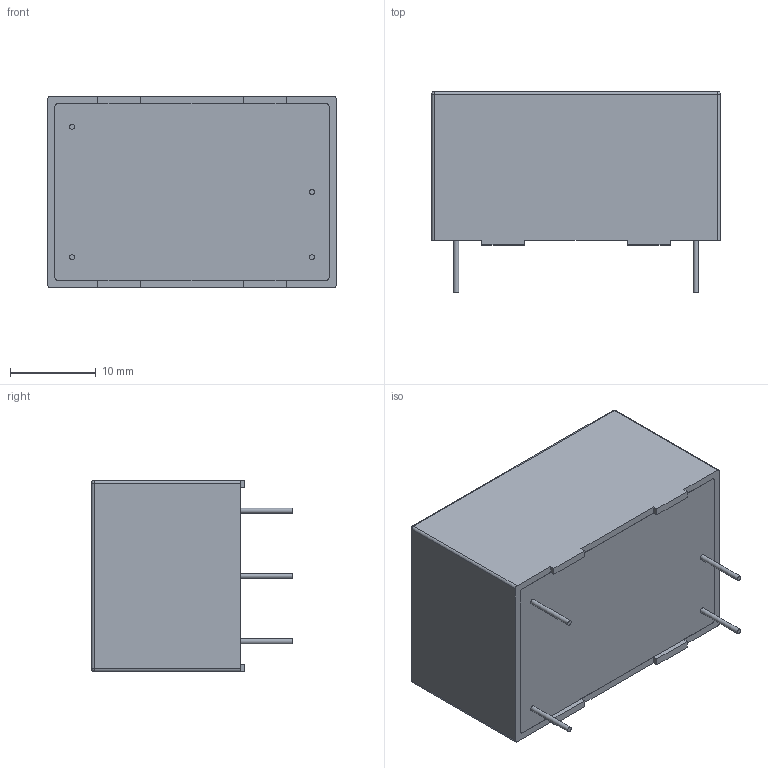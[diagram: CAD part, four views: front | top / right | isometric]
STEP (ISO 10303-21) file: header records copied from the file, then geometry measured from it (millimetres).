
FILE_DESCRIPTION((''),'2;1');
FILE_NAME('RAC01-05SC.stp','2014-04-03T11:48:04',('ching'),(''),'Autodesk Inventor 2013','Autodesk Inventor 2013','');
FILE_SCHEMA(('AUTOMOTIVE_DESIGN { 1 0 10303 214 1 1 1 1 }'));
Length unit declared in the file: millimetre
Products named in the file (1): RAC01-05SC_X2(P2-151_case)
Bounding box: 33.7 x 23.45 x 22.3 mm (x, y, z)
Volume: 2292.7 mm3; surface area: 6642.4 mm2
Topology: 6 solids, 6 shells, 225 faces, 1107 edges, 987 vertices
Faces by surface type: plane 148, cylinder 54, sphere 18, torus 5
Full cylindrical faces by diameter (mm): 0.6 x4
Entity records: 12847 total; most frequent: CARTESIAN_POINT 3727, ORIENTED_EDGE 2206, DIRECTION 1427, EDGE_CURVE 1103, VERTEX_POINT 987, VECTOR 653, LINE 653, AXIS2_PLACEMENT_3D 387
